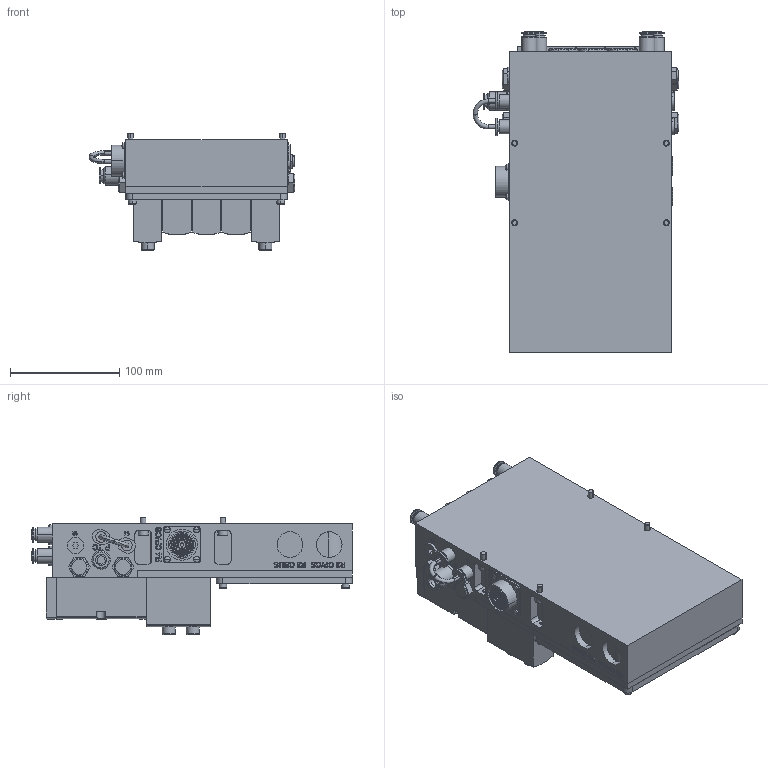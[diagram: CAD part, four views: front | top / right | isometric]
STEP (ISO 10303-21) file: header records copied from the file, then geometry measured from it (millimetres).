
FILE_DESCRIPTION (( 'STEP AP203' ), '1' );
FILE_NAME ('P0044A.STEP', '2018-12-03T07:57:17', ( '' ), ( '' ), 'SwSTEP 2.0', 'SolidWorks 2017', '' );
FILE_SCHEMA (( 'CONFIG_CONTROL_DESIGN' ));
Products named in the file (1): P0044A
Bounding box: 188.6 x 293.5 x 107.5 mm (x, y, z)
Volume: 2786426.9 mm3; surface area: 398888.2 mm2
Topology: 71 solids, 71 shells, 2370 faces, 5718 edges, 3744 vertices
Faces by surface type: plane 1058, cylinder 669, bspline 447, cone 122, torus 50, sphere 24
Entity records: 94237 total; most frequent: CARTESIAN_POINT 40107, ORIENTED_EDGE 11428, DIRECTION 10327, EDGE_CURVE 5714, VERTEX_POINT 3744, AXIS2_PLACEMENT_3D 3585, VECTOR 3157, LINE 3157
